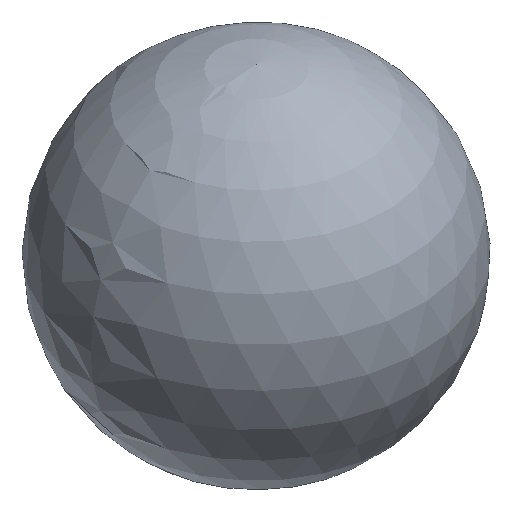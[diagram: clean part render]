
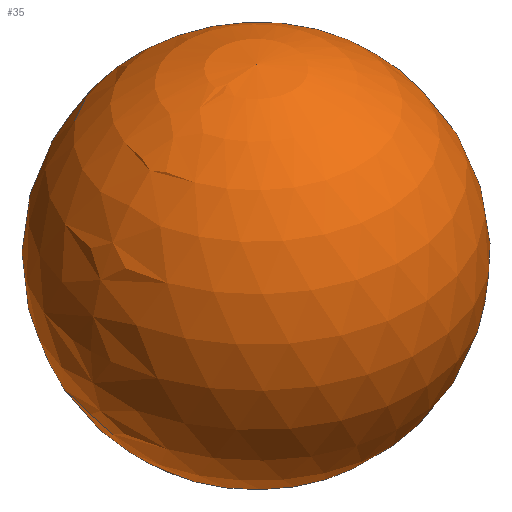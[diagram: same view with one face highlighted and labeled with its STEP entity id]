
A CAD part, isometric view. The second image highlights one B-rep face of the part: STEP entity #35.
In plain terms, the highlighted spherical face has radius 25 mm.
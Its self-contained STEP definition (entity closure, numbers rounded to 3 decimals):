
#15=FACE_BOUND('',#20,.T.);
#17=FACE_OUTER_BOUND('',#19,.T.);
#19=EDGE_LOOP('',(#29,#30));
#20=EDGE_LOOP('',(#31));
#21=CIRCLE('',#51,21.666);
#22=CIRCLE('',#53,25.);
#23=VERTEX_POINT('',#66);
#24=VERTEX_POINT('',#69);
#25=VERTEX_POINT('',#70);
#26=EDGE_CURVE('',#23,#23,#21,.T.);
#27=EDGE_CURVE('',#24,#25,#22,.T.);
#29=ORIENTED_EDGE('',*,*,#27,.T.);
#30=ORIENTED_EDGE('',*,*,#27,.F.);
#31=ORIENTED_EDGE('',*,*,#26,.T.);
#33=SPHERICAL_SURFACE('',#52,25.);
#35=ADVANCED_FACE('',(#17,#15),#33,.T.);
#51=AXIS2_PLACEMENT_3D('',#67,#58,#59);
#52=AXIS2_PLACEMENT_3D('',#68,#60,#61);
#53=AXIS2_PLACEMENT_3D('',#71,#62,#63);
#58=DIRECTION('center_axis',(-0.651,-0.759,0.));
#59=DIRECTION('ref_axis',(0.,0.,1.));
#60=DIRECTION('center_axis',(0.,0.,1.));
#61=DIRECTION('ref_axis',(1.,0.,0.));
#62=DIRECTION('center_axis',(0.,-1.,0.));
#63=DIRECTION('ref_axis',(-1.,0.,0.));
#66=CARTESIAN_POINT('',(8.118,9.471,-21.666));
#67=CARTESIAN_POINT('Origin',(8.118,9.471,0.));
#68=CARTESIAN_POINT('Origin',(0.,0.,0.));
#69=CARTESIAN_POINT('',(0.,0.,25.));
#70=CARTESIAN_POINT('',(0.,0.,-25.));
#71=CARTESIAN_POINT('Origin',(0.,0.,0.));
